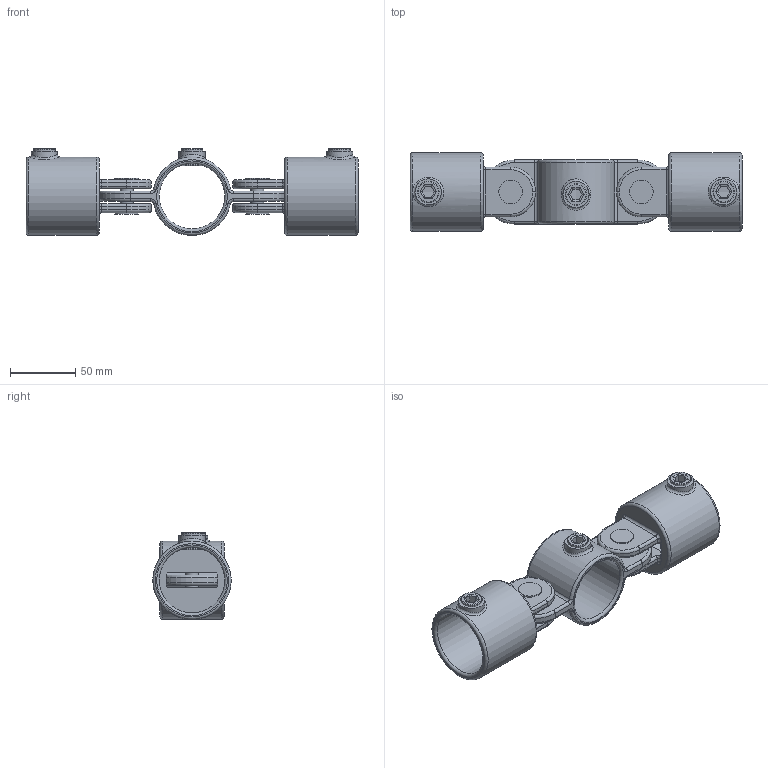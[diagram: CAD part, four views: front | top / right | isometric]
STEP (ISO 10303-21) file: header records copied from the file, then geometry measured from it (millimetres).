
FILE_DESCRIPTION (( 'STEP AP203' ), '1' );
FILE_NAME ('167-D48.STEP', '2021-12-07T14:40:36', ( '' ), ( '' ), 'SwSTEP 2.0', 'SolidWorks 2018', '' );
FILE_SCHEMA (( 'CONFIG_CONTROL_DESIGN' ));
Length unit declared in the file: millimetre
Products named in the file (13): 167-D48 Teil3; 167-D48; 167-D48 Teil4; 167-D48 Teil2; 167-D48 Teil1
Assembly tree (8 placements, depth 2):
  167-D48 Teil3
  167-D48
    167-D48 Teil1
    167-D48 Teil2  x2
    167-D48 Teil3  x3
    167-D48 Teil4  x2
  167-D48 Teil4
  167-D48 Teil2
  167-D48 Teil3
Bounding box: 254 x 60 x 66.5 mm (x, y, z)
Volume: 225021.8 mm3; surface area: 93500.8 mm2
Topology: 8 solids, 8 shells, 253 faces, 576 edges, 344 vertices
Faces by surface type: cylinder 118, torus 69, plane 63, bspline 3
Full cylindrical faces by diameter (mm): 10 x2, 10.5 x6, 15.25 x3, 16.5 x3, 18 x4, 20 x3, 50 x3, 60 x2
Entity records: 6149 total; most frequent: CARTESIAN_POINT 1895, DIRECTION 702, ORIENTED_EDGE 560, AXIS2_PLACEMENT_3D 300, EDGE_CURVE 280, EDGE_LOOP 185, VERTEX_POINT 179, FACE_OUTER_BOUND 163
